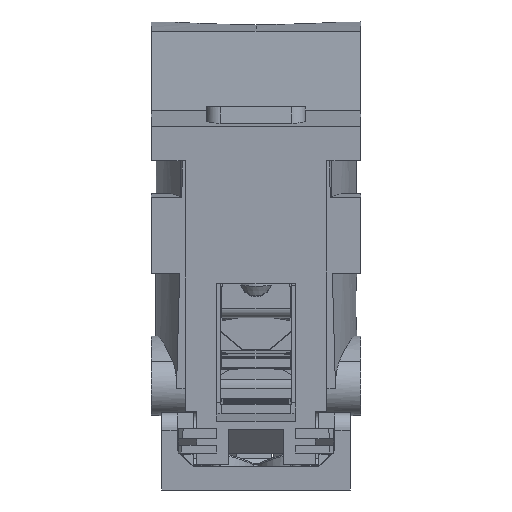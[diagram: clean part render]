
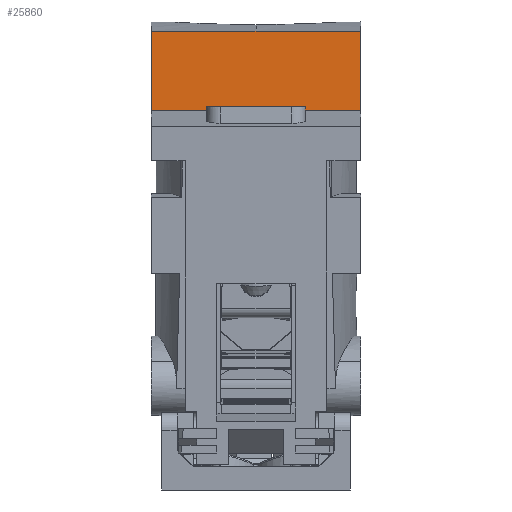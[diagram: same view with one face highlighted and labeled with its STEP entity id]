
A CAD part, front view. The second image highlights one B-rep face of the part: STEP entity #25860.
In plain terms, the highlighted planar face has unit normal (0, -1, 0).
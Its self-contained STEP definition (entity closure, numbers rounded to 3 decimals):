
#491=DIRECTION('',(1.,0.,0.));
#492=VECTOR('',#491,7.449);
#493=CARTESIAN_POINT('',(5.276,-40.3,44.));
#494=LINE('',#493,#492);
#523=DIRECTION('',(-1.,0.,0.));
#524=VECTOR('',#523,9.576);
#525=CARTESIAN_POINT('',(22.3,-40.3,43.499));
#526=LINE('',#525,#524);
#527=DIRECTION('',(0.,0.,-1.));
#528=VECTOR('',#527,0.5);
#529=CARTESIAN_POINT('',(12.724,-40.3,43.999));
#530=LINE('',#529,#528);
#531=DIRECTION('',(0.,0.,1.));
#532=VECTOR('',#531,0.5);
#533=CARTESIAN_POINT('',(5.276,-40.3,43.5));
#534=LINE('',#533,#532);
#535=DIRECTION('',(-1.,0.,0.));
#536=VECTOR('',#535,9.576);
#537=CARTESIAN_POINT('',(5.276,-40.3,43.5));
#538=LINE('',#537,#536);
#544=DIRECTION('',(-1.,0.,0.));
#545=VECTOR('',#544,13.3);
#546=CARTESIAN_POINT('',(9.,-40.3,53.588));
#547=LINE('',#546,#545);
#683=DIRECTION('',(-1.,0.,0.));
#684=VECTOR('',#683,13.3);
#685=CARTESIAN_POINT('',(22.3,-40.301,53.587));
#686=LINE('',#685,#684);
#6973=DIRECTION('',(0.,0.,-1.));
#6974=VECTOR('',#6973,10.088);
#6975=CARTESIAN_POINT('',(-4.3,-40.3,53.588));
#6976=LINE('',#6975,#6974);
#12033=DIRECTION('',(0.,0.,1.));
#12034=VECTOR('',#12033,10.088);
#12035=CARTESIAN_POINT('',(22.3,-40.3,43.499));
#12036=LINE('',#12035,#12034);
#21026=CARTESIAN_POINT('',(-4.3,-40.3,43.5));
#21027=VERTEX_POINT('',#21026);
#21028=CARTESIAN_POINT('',(-4.3,-40.3,53.588));
#21029=VERTEX_POINT('',#21028);
#21843=CARTESIAN_POINT('',(5.276,-40.3,43.5));
#21844=CARTESIAN_POINT('',(5.276,-40.3,44.));
#21845=VERTEX_POINT('',#21843);
#21846=VERTEX_POINT('',#21844);
#23345=CARTESIAN_POINT('',(22.3,-40.3,43.499));
#23346=VERTEX_POINT('',#23345);
#23347=CARTESIAN_POINT('',(22.3,-40.301,53.587));
#23348=VERTEX_POINT('',#23347);
#24154=CARTESIAN_POINT('',(12.724,-40.3,
43.999));
#24155=CARTESIAN_POINT('',(12.724,-40.3,
43.499));
#24156=VERTEX_POINT('',#24154);
#24157=VERTEX_POINT('',#24155);
#24505=CARTESIAN_POINT('',(9.,-40.3,53.588));
#24507=VERTEX_POINT('',#24505);
#25838=CARTESIAN_POINT('',(-4.3,-40.3,43.5));
#25839=DIRECTION('',(0.,-1.,0.));
#25840=DIRECTION('',(0.,0.,1.));
#25841=AXIS2_PLACEMENT_3D('',#25838,#25839,#25840);
#25842=PLANE('',#25841);
#25844=ORIENTED_EDGE('',*,*,#25843,.F.);
#25846=ORIENTED_EDGE('',*,*,#25845,.F.);
#25848=ORIENTED_EDGE('',*,*,#25847,.F.);
#25849=ORIENTED_EDGE('',*,*,#25782,.T.);
#25851=ORIENTED_EDGE('',*,*,#25850,.F.);
#25852=ORIENTED_EDGE('',*,*,#25818,.F.);
#25854=ORIENTED_EDGE('',*,*,#25853,.F.);
#25855=ORIENTED_EDGE('',*,*,#25789,.T.);
#25857=ORIENTED_EDGE('',*,*,#25856,.F.);
#25858=EDGE_LOOP('',(#25844,#25846,#25848,#25849,#25851,#25852,#25854,#25855,
#25857));
#25859=FACE_OUTER_BOUND('',#25858,.F.);
#25860=ADVANCED_FACE('',(#25859),#25842,.T.);
#25782=EDGE_CURVE('',#23346,#24157,#526,.T.);
#25789=EDGE_CURVE('',#21845,#21027,#538,.T.);
#25818=EDGE_CURVE('',#21846,#24156,#494,.T.);
#25843=EDGE_CURVE('',#24507,#21029,#547,.T.);
#25845=EDGE_CURVE('',#23348,#24507,#686,.T.);
#25847=EDGE_CURVE('',#23346,#23348,#12036,.T.);
#25850=EDGE_CURVE('',#24156,#24157,#530,.T.);
#25853=EDGE_CURVE('',#21845,#21846,#534,.T.);
#25856=EDGE_CURVE('',#21029,#21027,#6976,.T.);
